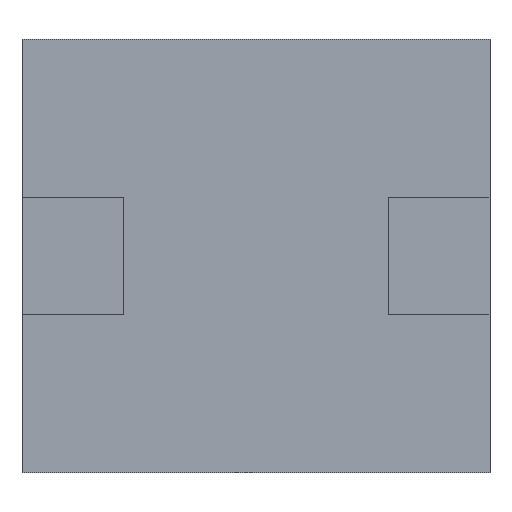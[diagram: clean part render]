
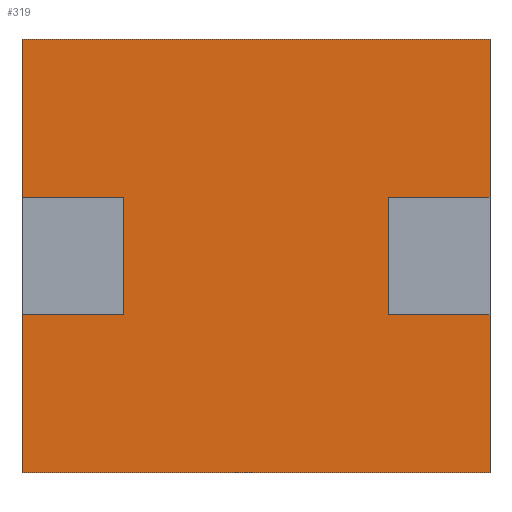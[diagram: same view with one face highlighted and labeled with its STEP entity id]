
A CAD part, front view. The second image highlights one B-rep face of the part: STEP entity #319.
In plain terms, the highlighted planar face has unit normal (0, -1, 0).
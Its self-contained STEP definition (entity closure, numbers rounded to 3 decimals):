
#29=FACE_OUTER_BOUND('',#47,.T.);
#47=EDGE_LOOP('',(#229,#230,#231,#232,#233,#234,#235,#236,#237,#238,#239,
#240));
#61=LINE('',#459,#101);
#65=LINE('',#468,#105);
#69=LINE('',#475,#109);
#72=LINE('',#481,#112);
#73=LINE('',#483,#113);
#74=LINE('',#485,#114);
#75=LINE('',#487,#115);
#76=LINE('',#489,#116);
#77=LINE('',#491,#117);
#78=LINE('',#493,#118);
#79=LINE('',#495,#119);
#80=LINE('',#496,#120);
#101=VECTOR('',#373,10.);
#105=VECTOR('',#379,10.);
#109=VECTOR('',#385,10.);
#112=VECTOR('',#392,10.);
#113=VECTOR('',#393,10.);
#114=VECTOR('',#394,10.);
#115=VECTOR('',#395,10.);
#116=VECTOR('',#396,10.);
#117=VECTOR('',#397,10.);
#118=VECTOR('',#398,10.);
#119=VECTOR('',#399,10.);
#120=VECTOR('',#400,10.);
#141=VERTEX_POINT('',#457);
#142=VERTEX_POINT('',#458);
#145=VERTEX_POINT('',#466);
#146=VERTEX_POINT('',#467);
#149=VERTEX_POINT('',#480);
#150=VERTEX_POINT('',#482);
#151=VERTEX_POINT('',#484);
#152=VERTEX_POINT('',#486);
#153=VERTEX_POINT('',#488);
#154=VERTEX_POINT('',#490);
#155=VERTEX_POINT('',#492);
#156=VERTEX_POINT('',#494);
#169=EDGE_CURVE('',#141,#142,#61,.T.);
#173=EDGE_CURVE('',#145,#146,#65,.T.);
#177=EDGE_CURVE('',#146,#141,#69,.T.);
#180=EDGE_CURVE('',#142,#149,#72,.T.);
#181=EDGE_CURVE('',#149,#150,#73,.T.);
#182=EDGE_CURVE('',#150,#151,#74,.T.);
#183=EDGE_CURVE('',#151,#152,#75,.T.);
#184=EDGE_CURVE('',#152,#153,#76,.T.);
#185=EDGE_CURVE('',#153,#154,#77,.T.);
#186=EDGE_CURVE('',#154,#155,#78,.T.);
#187=EDGE_CURVE('',#155,#156,#79,.T.);
#188=EDGE_CURVE('',#156,#145,#80,.T.);
#229=ORIENTED_EDGE('',*,*,#173,.T.);
#230=ORIENTED_EDGE('',*,*,#177,.T.);
#231=ORIENTED_EDGE('',*,*,#169,.T.);
#232=ORIENTED_EDGE('',*,*,#180,.T.);
#233=ORIENTED_EDGE('',*,*,#181,.T.);
#234=ORIENTED_EDGE('',*,*,#182,.T.);
#235=ORIENTED_EDGE('',*,*,#183,.T.);
#236=ORIENTED_EDGE('',*,*,#184,.T.);
#237=ORIENTED_EDGE('',*,*,#185,.T.);
#238=ORIENTED_EDGE('',*,*,#186,.T.);
#239=ORIENTED_EDGE('',*,*,#187,.T.);
#240=ORIENTED_EDGE('',*,*,#188,.T.);
#305=PLANE('',#351);
#319=ADVANCED_FACE('',(#29),#305,.F.);
#351=AXIS2_PLACEMENT_3D('',#479,#390,#391);
#373=DIRECTION('',(-1.,0.,0.));
#379=DIRECTION('',(1.,0.,0.));
#385=DIRECTION('',(0.,0.,-1.));
#390=DIRECTION('center_axis',(0.,1.,0.));
#391=DIRECTION('ref_axis',(1.,0.,0.));
#392=DIRECTION('',(0.,0.,-1.));
#393=DIRECTION('',(1.,0.,0.));
#394=DIRECTION('',(0.,0.,1.));
#395=DIRECTION('',(-1.,0.,0.));
#396=DIRECTION('',(0.,0.,1.));
#397=DIRECTION('',(1.,0.,0.));
#398=DIRECTION('',(0.,0.,1.));
#399=DIRECTION('',(-1.,0.,0.));
#400=DIRECTION('',(0.,0.,-1.));
#457=CARTESIAN_POINT('',(-3.05,0.,-1.35));
#458=CARTESIAN_POINT('',(-5.4,0.,-1.35));
#459=CARTESIAN_POINT('',(-2.7,0.,-1.35));
#466=CARTESIAN_POINT('',(-5.4,0.,1.35));
#467=CARTESIAN_POINT('',(-3.05,0.,1.35));
#468=CARTESIAN_POINT('',(-1.525,0.,1.35));
#475=CARTESIAN_POINT('',(-3.05,0.,-0.675));
#479=CARTESIAN_POINT('Origin',(0.,0.,0.));
#480=CARTESIAN_POINT('',(-5.4,0.,-5.));
#481=CARTESIAN_POINT('',(-5.4,0.,5.));
#482=CARTESIAN_POINT('',(5.4,0.,-5.));
#483=CARTESIAN_POINT('',(-5.4,0.,-5.));
#484=CARTESIAN_POINT('',(5.4,0.,-1.35));
#485=CARTESIAN_POINT('',(5.4,0.,-5.));
#486=CARTESIAN_POINT('',(3.05,0.,-1.35));
#487=CARTESIAN_POINT('',(1.525,0.,-1.35));
#488=CARTESIAN_POINT('',(3.05,0.,1.35));
#489=CARTESIAN_POINT('',(3.05,0.,0.675));
#490=CARTESIAN_POINT('',(5.4,0.,1.35));
#491=CARTESIAN_POINT('',(2.7,0.,1.35));
#492=CARTESIAN_POINT('',(5.4,0.,5.));
#493=CARTESIAN_POINT('',(5.4,0.,-5.));
#494=CARTESIAN_POINT('',(-5.4,0.,5.));
#495=CARTESIAN_POINT('',(5.4,0.,5.));
#496=CARTESIAN_POINT('',(-5.4,0.,5.));
